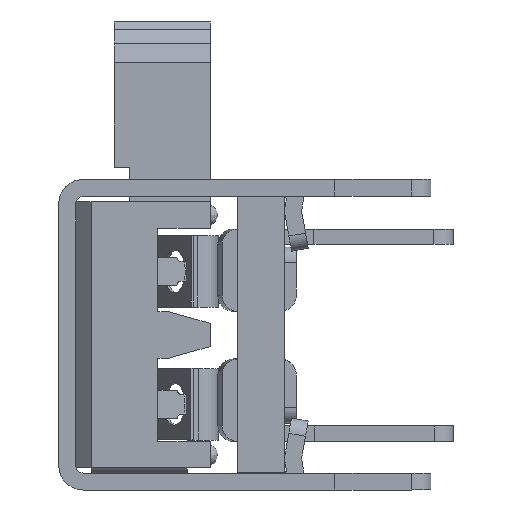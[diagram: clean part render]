
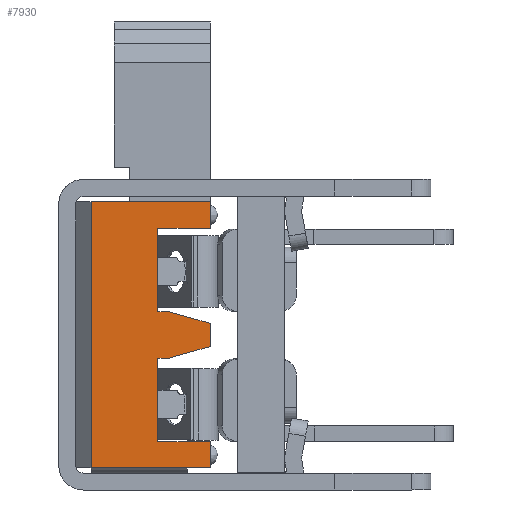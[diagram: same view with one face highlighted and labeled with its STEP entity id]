
A CAD part, left-side view. The second image highlights one B-rep face of the part: STEP entity #7930.
In plain terms, the highlighted planar face has unit normal (-1, 0, 0).
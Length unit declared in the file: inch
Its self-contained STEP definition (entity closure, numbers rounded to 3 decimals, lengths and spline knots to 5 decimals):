
#394=FACE_OUTER_BOUND('',#759,.T.);
#759=EDGE_LOOP('',(#5220,#5221,#5222,#5223,#5224,#5225,#5226,#5227,#5228,
#5229,#5230,#5231,#5232,#5233));
#1184=LINE('',#11202,#2164);
#1185=LINE('',#11204,#2165);
#1186=LINE('',#11206,#2166);
#1187=LINE('',#11208,#2167);
#1188=LINE('',#11210,#2168);
#1189=LINE('',#11212,#2169);
#1190=LINE('',#11214,#2170);
#1191=LINE('',#11216,#2171);
#1192=LINE('',#11218,#2172);
#1193=LINE('',#11220,#2173);
#1194=LINE('',#11222,#2174);
#1195=LINE('',#11224,#2175);
#1196=LINE('',#11226,#2176);
#1197=LINE('',#11227,#2177);
#2164=VECTOR('',#8978,0.3937);
#2165=VECTOR('',#8979,0.3937);
#2166=VECTOR('',#8980,0.3937);
#2167=VECTOR('',#8981,0.3937);
#2168=VECTOR('',#8982,0.3937);
#2169=VECTOR('',#8983,0.3937);
#2170=VECTOR('',#8984,0.3937);
#2171=VECTOR('',#8985,0.3937);
#2172=VECTOR('',#8986,0.3937);
#2173=VECTOR('',#8987,0.3937);
#2174=VECTOR('',#8988,0.3937);
#2175=VECTOR('',#8989,0.3937);
#2176=VECTOR('',#8990,0.3937);
#2177=VECTOR('',#8991,0.3937);
#3154=VERTEX_POINT('',#11200);
#3155=VERTEX_POINT('',#11201);
#3156=VERTEX_POINT('',#11203);
#3157=VERTEX_POINT('',#11205);
#3158=VERTEX_POINT('',#11207);
#3159=VERTEX_POINT('',#11209);
#3160=VERTEX_POINT('',#11211);
#3161=VERTEX_POINT('',#11213);
#3162=VERTEX_POINT('',#11215);
#3163=VERTEX_POINT('',#11217);
#3164=VERTEX_POINT('',#11219);
#3165=VERTEX_POINT('',#11221);
#3166=VERTEX_POINT('',#11223);
#3167=VERTEX_POINT('',#11225);
#4007=EDGE_CURVE('',#3154,#3155,#1184,.T.);
#4008=EDGE_CURVE('',#3154,#3156,#1185,.T.);
#4009=EDGE_CURVE('',#3157,#3156,#1186,.T.);
#4010=EDGE_CURVE('',#3157,#3158,#1187,.T.);
#4011=EDGE_CURVE('',#3158,#3159,#1188,.T.);
#4012=EDGE_CURVE('',#3159,#3160,#1189,.T.);
#4013=EDGE_CURVE('',#3160,#3161,#1190,.T.);
#4014=EDGE_CURVE('',#3162,#3161,#1191,.T.);
#4015=EDGE_CURVE('',#3162,#3163,#1192,.T.);
#4016=EDGE_CURVE('',#3163,#3164,#1193,.T.);
#4017=EDGE_CURVE('',#3164,#3165,#1194,.T.);
#4018=EDGE_CURVE('',#3165,#3166,#1195,.T.);
#4019=EDGE_CURVE('',#3167,#3166,#1196,.T.);
#4020=EDGE_CURVE('',#3167,#3155,#1197,.T.);
#5220=ORIENTED_EDGE('',*,*,#4007,.F.);
#5221=ORIENTED_EDGE('',*,*,#4008,.T.);
#5222=ORIENTED_EDGE('',*,*,#4009,.F.);
#5223=ORIENTED_EDGE('',*,*,#4010,.T.);
#5224=ORIENTED_EDGE('',*,*,#4011,.T.);
#5225=ORIENTED_EDGE('',*,*,#4012,.T.);
#5226=ORIENTED_EDGE('',*,*,#4013,.T.);
#5227=ORIENTED_EDGE('',*,*,#4014,.F.);
#5228=ORIENTED_EDGE('',*,*,#4015,.T.);
#5229=ORIENTED_EDGE('',*,*,#4016,.T.);
#5230=ORIENTED_EDGE('',*,*,#4017,.T.);
#5231=ORIENTED_EDGE('',*,*,#4018,.T.);
#5232=ORIENTED_EDGE('',*,*,#4019,.F.);
#5233=ORIENTED_EDGE('',*,*,#4020,.T.);
#7290=PLANE('',#8351);
#7930=ADVANCED_FACE('',(#394),#7290,.T.);
#8351=AXIS2_PLACEMENT_3D('',#11199,#8976,#8977);
#8976=DIRECTION('center_axis',(-1.,0.,0.));
#8977=DIRECTION('ref_axis',(0.,0.,
1.));
#8978=DIRECTION('',(0.,0.,1.));
#8979=DIRECTION('',(0.,-1.,0.));
#8980=DIRECTION('',(0.,0.,-1.));
#8981=DIRECTION('',(0.,1.,0.));
#8982=DIRECTION('',(0.,0.,1.));
#8983=DIRECTION('',(0.,-1.,0.));
#8984=DIRECTION('',(0.,-0.962,0.272));
#8985=DIRECTION('',(0.,0.,-1.));
#8986=DIRECTION('',(0.,0.962,0.272));
#8987=DIRECTION('',(0.,1.,0.));
#8988=DIRECTION('',(0.,0.,1.));
#8989=DIRECTION('',(0.,-1.,0.));
#8990=DIRECTION('',(0.,0.,-1.));
#8991=DIRECTION('',(0.,1.,0.));
#11199=CARTESIAN_POINT('Origin',(-0.34298,0.19706,-0.1077));
#11200=CARTESIAN_POINT('',(-0.34298,0.35206,-0.2807));
#11201=CARTESIAN_POINT('',(-0.34298,0.35206,0.0653));
#11202=CARTESIAN_POINT('',(-0.34298,0.35206,-0.1077));
#11203=CARTESIAN_POINT('',(-0.34298,0.19706,-0.2807));
#11204=CARTESIAN_POINT('',(-0.34298,0.19706,-0.2807));
#11205=CARTESIAN_POINT('',(-0.34298,0.19706,-0.2467));
#11206=CARTESIAN_POINT('',(-0.34298,0.19706,-0.1077));
#11207=CARTESIAN_POINT('',(-0.34298,0.26506,-0.2467));
#11208=CARTESIAN_POINT('',(-0.34298,0.23106,-0.2467));
#11209=CARTESIAN_POINT('',(-0.34298,0.26506,-0.1377));
#11210=CARTESIAN_POINT('',(-0.34298,0.26506,-0.1227));
#11211=CARTESIAN_POINT('',(-0.34298,0.25006,-0.1377));
#11212=CARTESIAN_POINT('',(-0.34298,0.22356,-0.1377));
#11213=CARTESIAN_POINT('',(-0.34298,0.19706,-0.1227));
#11214=CARTESIAN_POINT('',(-0.34298,0.1951,-0.12214));
#11215=CARTESIAN_POINT('',(-0.34298,0.19706,-0.0927));
#11216=CARTESIAN_POINT('',(-0.34298,0.19706,-0.1077));
#11217=CARTESIAN_POINT('',(-0.34298,0.25006,-0.0777));
#11218=CARTESIAN_POINT('',(-0.34298,0.2216,-0.08575));
#11219=CARTESIAN_POINT('',(-0.34298,0.26506,-0.0777));
#11220=CARTESIAN_POINT('',(-0.34298,0.23106,-0.0777));
#11221=CARTESIAN_POINT('',(-0.34298,0.26506,0.0313));
#11222=CARTESIAN_POINT('',(-0.34298,0.26506,-0.0382));
#11223=CARTESIAN_POINT('',(-0.34298,0.19706,0.0313));
#11224=CARTESIAN_POINT('',(-0.34298,0.19706,0.0313));
#11225=CARTESIAN_POINT('',(-0.34298,0.19706,0.0653));
#11226=CARTESIAN_POINT('',(-0.34298,0.19706,-0.1077));
#11227=CARTESIAN_POINT('',(-0.34298,0.19706,0.0653));
